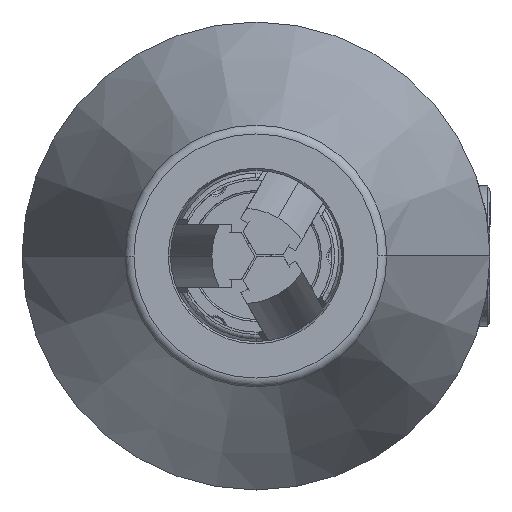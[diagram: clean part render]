
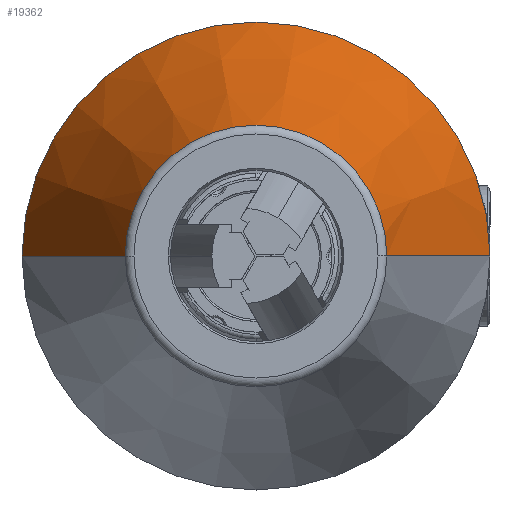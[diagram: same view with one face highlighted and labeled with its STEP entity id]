
A CAD part, front view. The second image highlights one B-rep face of the part: STEP entity #19362.
In plain terms, the highlighted conical face has half-angle 20 degrees and reference radius 25.05 mm.
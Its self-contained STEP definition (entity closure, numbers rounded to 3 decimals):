
#2083 = FACE_OUTER_BOUND ( 'NONE', #15909, .T. ) ;
#3628 = DIRECTION ( 'NONE',  ( 0., -1., 0. ) ) ;
#4717 = DIRECTION ( 'NONE',  ( 0., -0.94, -0.342 ) ) ;
#6493 = CARTESIAN_POINT ( 'NONE',  ( 0., 74.342, 14.006 ) ) ;
#8553 = VERTEX_POINT ( 'NONE', #32690 ) ;
#8806 = LINE ( 'NONE', #10155, #13026 ) ;
#10155 = CARTESIAN_POINT ( 'NONE',  ( 0., 44., 25.05 ) ) ;
#10227 = DIRECTION ( 'NONE',  ( 0., 0., -1. ) ) ;
#11145 = DIRECTION ( 'NONE',  ( 0., -1., 0. ) ) ;
#11218 = VERTEX_POINT ( 'NONE', #6493 ) ;
#11839 = VERTEX_POINT ( 'NONE', #24331 ) ;
#13026 = VECTOR ( 'NONE', #31722, 1000. ) ;
#13210 = CIRCLE ( 'NONE', #30080, 25.05 ) ;
#15577 = ORIENTED_EDGE ( 'NONE', *, *, #19987, .F. ) ;
#15909 = EDGE_LOOP ( 'NONE', ( #20020, #31570, #25169, #15577 ) ) ;
#16418 = CARTESIAN_POINT ( 'NONE',  ( 0., 44., -25.05 ) ) ;
#16564 = AXIS2_PLACEMENT_3D ( 'NONE', #26406, #23599, #10227 ) ;
#17150 = VECTOR ( 'NONE', #4717, 1000. ) ;
#18460 = CIRCLE ( 'NONE', #25075, 14.006 ) ;
#18626 = CARTESIAN_POINT ( 'NONE',  ( 0., 74.342, -14.006 ) ) ;
#18799 = EDGE_CURVE ( 'NONE', #11218, #11839, #8806, .T. ) ;
#19362 = ADVANCED_FACE ( 'NONE', ( #2083 ), #26507, .T. ) ;
#19728 = CARTESIAN_POINT ( 'NONE',  ( 0., 44., 0. ) ) ;
#19987 = EDGE_CURVE ( 'NONE', #21896, #8553, #23544, .T. ) ;
#20020 = ORIENTED_EDGE ( 'NONE', *, *, #24153, .T. ) ;
#21896 = VERTEX_POINT ( 'NONE', #18626 ) ;
#22462 = DIRECTION ( 'NONE',  ( 0., 0., -1. ) ) ;
#23544 = LINE ( 'NONE', #16418, #17150 ) ;
#23599 = DIRECTION ( 'NONE',  ( 0., -1., 0. ) ) ;
#24153 = EDGE_CURVE ( 'NONE', #21896, #11218, #18460, .T. ) ;
#24331 = CARTESIAN_POINT ( 'NONE',  ( 0., 44., 25.05 ) ) ;
#25075 = AXIS2_PLACEMENT_3D ( 'NONE', #27334, #11145, #30002 ) ;
#25169 = ORIENTED_EDGE ( 'NONE', *, *, #28096, .F. ) ;
#26406 = CARTESIAN_POINT ( 'NONE',  ( 0., 44., 0. ) ) ;
#26507 = CONICAL_SURFACE ( 'NONE', #16564, 25.05, 0.349 ) ;
#27334 = CARTESIAN_POINT ( 'NONE',  ( 0., 74.342, 0. ) ) ;
#28096 = EDGE_CURVE ( 'NONE', #8553, #11839, #13210, .T. ) ;
#30002 = DIRECTION ( 'NONE',  ( 0., 0., -1. ) ) ;
#30080 = AXIS2_PLACEMENT_3D ( 'NONE', #19728, #3628, #22462 ) ;
#31570 = ORIENTED_EDGE ( 'NONE', *, *, #18799, .T. ) ;
#31722 = DIRECTION ( 'NONE',  ( 0., -0.94, 0.342 ) ) ;
#32690 = CARTESIAN_POINT ( 'NONE',  ( 0., 44., -25.05 ) ) ;
